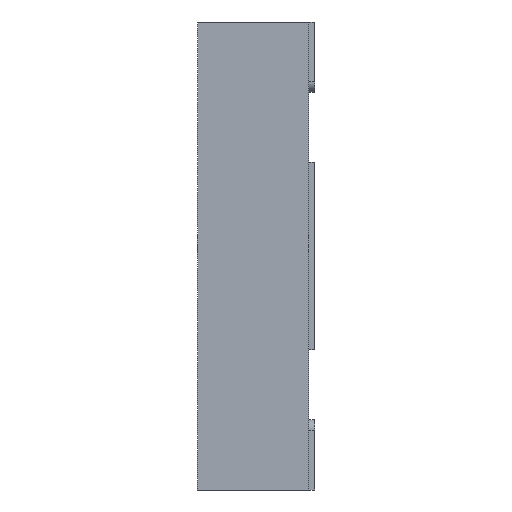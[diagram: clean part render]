
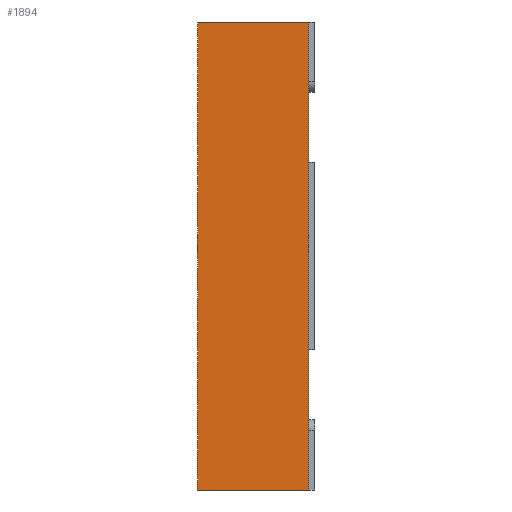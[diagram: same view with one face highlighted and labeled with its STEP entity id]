
A CAD part, left-side view. The second image highlights one B-rep face of the part: STEP entity #1894.
In plain terms, the highlighted planar face has unit normal (-1, 0, 0).
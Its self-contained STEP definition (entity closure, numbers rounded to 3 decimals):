
#173=DIRECTION('',(0.,0.,1.));
#174=VECTOR('',#173,2.);
#175=CARTESIAN_POINT('',(-2.05,0.,-1.));
#176=LINE('',#175,#174);
#329=DIRECTION('',(0.,1.,0.));
#330=VECTOR('',#329,0.475);
#331=CARTESIAN_POINT('',(-2.05,0.,1.));
#332=LINE('',#331,#330);
#709=DIRECTION('',(0.,0.,1.));
#710=VECTOR('',#709,2.);
#711=CARTESIAN_POINT('',(-2.05,0.475,-1.));
#712=LINE('',#711,#710);
#725=DIRECTION('',(0.,1.,0.));
#726=VECTOR('',#725,0.475);
#727=CARTESIAN_POINT('',(-2.05,0.,-1.));
#728=LINE('',#727,#726);
#869=CARTESIAN_POINT('',(-2.05,0.,-1.));
#870=CARTESIAN_POINT('',(-2.05,0.,1.));
#871=VERTEX_POINT('',#869);
#872=VERTEX_POINT('',#870);
#877=CARTESIAN_POINT('',(-2.05,0.475,-1.));
#878=CARTESIAN_POINT('',(-2.05,0.475,1.));
#879=VERTEX_POINT('',#877);
#880=VERTEX_POINT('',#878);
#1883=CARTESIAN_POINT('',(-2.05,0.,-1.));
#1884=DIRECTION('',(-1.,0.,0.));
#1885=DIRECTION('',(0.,0.,1.));
#1886=AXIS2_PLACEMENT_3D('',#1883,#1884,#1885);
#1887=PLANE('',#1886);
#1888=ORIENTED_EDGE('',*,*,#1230,.F.);
#1889=ORIENTED_EDGE('',*,*,#1706,.T.);
#1890=ORIENTED_EDGE('',*,*,#1875,.T.);
#1891=ORIENTED_EDGE('',*,*,#1391,.F.);
#1892=EDGE_LOOP('',(#1888,#1889,#1890,#1891));
#1893=FACE_OUTER_BOUND('',#1892,.F.);
#1230=EDGE_CURVE('',#871,#872,#176,.T.);
#1391=EDGE_CURVE('',#872,#880,#332,.T.);
#1706=EDGE_CURVE('',#871,#879,#728,.T.);
#1875=EDGE_CURVE('',#879,#880,#712,.T.);
#1894=ADVANCED_FACE('',(#1893),#1887,.T.);
